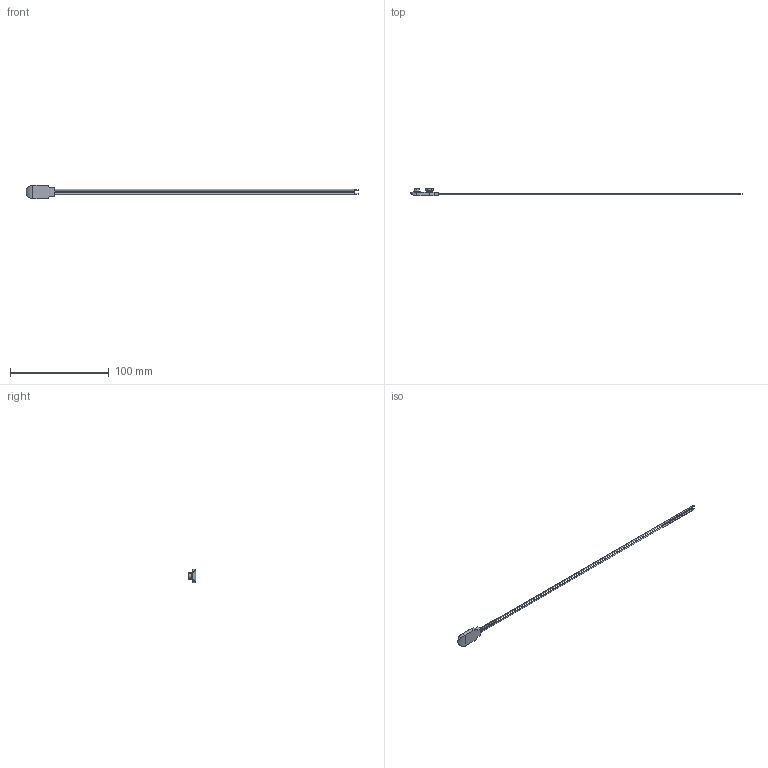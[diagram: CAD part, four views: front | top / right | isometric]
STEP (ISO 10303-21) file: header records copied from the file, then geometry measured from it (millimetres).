
FILE_DESCRIPTION (( 'STEP AP214' ), '1' );
FILE_NAME ('BS12I-22.STEP', '2020-02-07T12:09:19', ( '' ), ( '' ), 'SwSTEP 2.0', 'SolidWorks 2017', '' );
FILE_SCHEMA (( 'AUTOMOTIVE_DESIGN' ));
Length unit declared in the file: millimetre
Products named in the file (1): BS12I-22
Bounding box: 336.94 x 7.77 x 13.59 mm (x, y, z)
Volume: 2589 mm3; surface area: 7471.9 mm2
Topology: 7 solids, 7 shells, 130 faces, 331 edges, 218 vertices
Faces by surface type: plane 70, cylinder 47, torus 13
Entity records: 4215 total; most frequent: CARTESIAN_POINT 944, DIRECTION 679, ORIENTED_EDGE 662, EDGE_CURVE 331, AXIS2_PLACEMENT_3D 267, VERTEX_POINT 218, EDGE_LOOP 149, LINE 145
